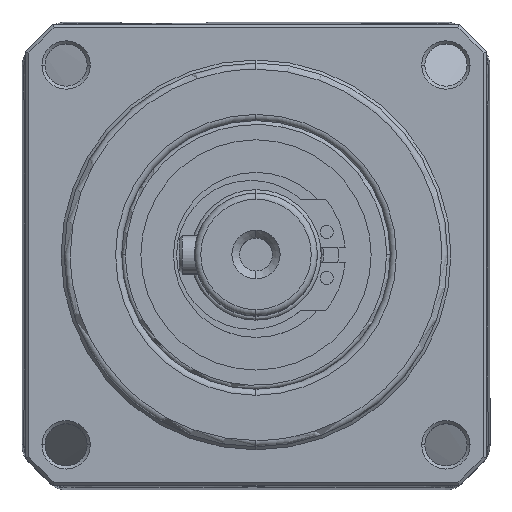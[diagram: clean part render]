
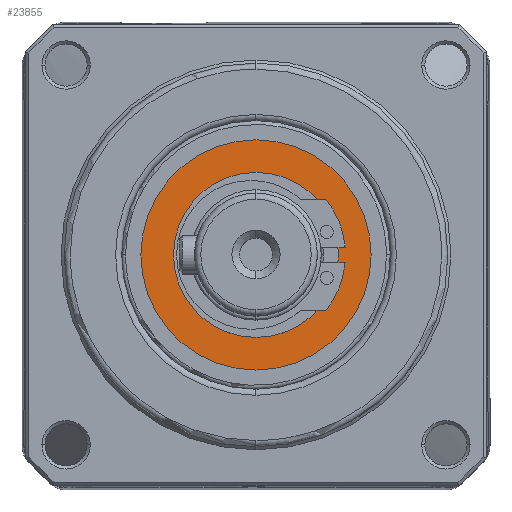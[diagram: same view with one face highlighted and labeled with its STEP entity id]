
A CAD part, top view. The second image highlights one B-rep face of the part: STEP entity #23855.
In plain terms, the highlighted planar face has unit normal (0, 0, 1).
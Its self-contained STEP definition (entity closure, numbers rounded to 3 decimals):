
#96 = CARTESIAN_POINT ( 'NONE',  ( 10.75, 0., 9.5 ) ) ;
#456 = DIRECTION ( 'NONE',  ( 1., 0., 0. ) ) ;
#461 = DIRECTION ( 'NONE',  ( 0., 0., -1. ) ) ;
#490 = CARTESIAN_POINT ( 'NONE',  ( 0., 0., 9.5 ) ) ;
#1436 = VERTEX_POINT ( 'NONE', #25512 ) ;
#2135 = CARTESIAN_POINT ( 'NONE',  ( 15., 0., 9.5 ) ) ;
#2272 = FACE_OUTER_BOUND ( 'NONE', #19923, .T. ) ;
#3212 = EDGE_CURVE ( 'NONE', #1436, #15900, #25871, .T. ) ;
#3454 = DIRECTION ( 'NONE',  ( 1., 0., 0. ) ) ;
#3483 = DIRECTION ( 'NONE',  ( 0., 0., 1. ) ) ;
#3489 = CARTESIAN_POINT ( 'NONE',  ( 0., 0., 9.5 ) ) ;
#4832 = CARTESIAN_POINT ( 'NONE',  ( 0., 0., 9.5 ) ) ;
#5225 = ORIENTED_EDGE ( 'NONE', *, *, #3212, .T. ) ;
#5564 = VERTEX_POINT ( 'NONE', #25943 ) ;
#7242 = DIRECTION ( 'NONE',  ( 1., 0., 0. ) ) ;
#7782 = AXIS2_PLACEMENT_3D ( 'NONE', #3489, #3483, #3454 ) ;
#12297 = EDGE_CURVE ( 'NONE', #5564, #13081, #26725, .T. ) ;
#13081 = VERTEX_POINT ( 'NONE', #2135 ) ;
#13229 = EDGE_CURVE ( 'NONE', #13081, #5564, #30325, .T. ) ;
#15831 = EDGE_CURVE ( 'NONE', #15900, #1436, #17630, .T. ) ;
#15900 = VERTEX_POINT ( 'NONE', #96 ) ;
#16571 = PLANE ( 'NONE',  #20947 ) ;
#17630 = CIRCLE ( 'NONE', #26831, 10.75 ) ;
#19923 = EDGE_LOOP ( 'NONE', ( #20353, #26885 ) ) ;
#20353 = ORIENTED_EDGE ( 'NONE', *, *, #13229, .T. ) ;
#20947 = AXIS2_PLACEMENT_3D ( 'NONE', #4832, #21375, #7242 ) ;
#21375 = DIRECTION ( 'NONE',  ( 0., 0., 1. ) ) ;
#22475 = EDGE_LOOP ( 'NONE', ( #26697, #5225 ) ) ;
#23231 = AXIS2_PLACEMENT_3D ( 'NONE', #23912, #23908, #23890 ) ;
#23855 = ADVANCED_FACE ( 'NONE', ( #24650, #2272 ), #16571, .T. ) ;
#23890 = DIRECTION ( 'NONE',  ( 1., 0., 0. ) ) ;
#23908 = DIRECTION ( 'NONE',  ( 0., 0., -1. ) ) ;
#23912 = CARTESIAN_POINT ( 'NONE',  ( 0., 0., 9.5 ) ) ;
#24650 = FACE_BOUND ( 'NONE', #22475, .T. ) ;
#25512 = CARTESIAN_POINT ( 'NONE',  ( -10.75, 0., 9.5 ) ) ;
#25871 = CIRCLE ( 'NONE', #23231, 10.75 ) ;
#25943 = CARTESIAN_POINT ( 'NONE',  ( -15., 0., 9.5 ) ) ;
#26697 = ORIENTED_EDGE ( 'NONE', *, *, #15831, .T. ) ;
#26725 = CIRCLE ( 'NONE', #7782, 15. ) ;
#26831 = AXIS2_PLACEMENT_3D ( 'NONE', #490, #461, #456 ) ;
#26885 = ORIENTED_EDGE ( 'NONE', *, *, #12297, .T. ) ;
#27026 = CARTESIAN_POINT ( 'NONE',  ( 0., 0., 9.5 ) ) ;
#27213 = DIRECTION ( 'NONE',  ( 0., 0., 1. ) ) ;
#27241 = DIRECTION ( 'NONE',  ( 1., 0., 0. ) ) ;
#28708 = AXIS2_PLACEMENT_3D ( 'NONE', #27026, #27213, #27241 ) ;
#30325 = CIRCLE ( 'NONE', #28708, 15. ) ;
